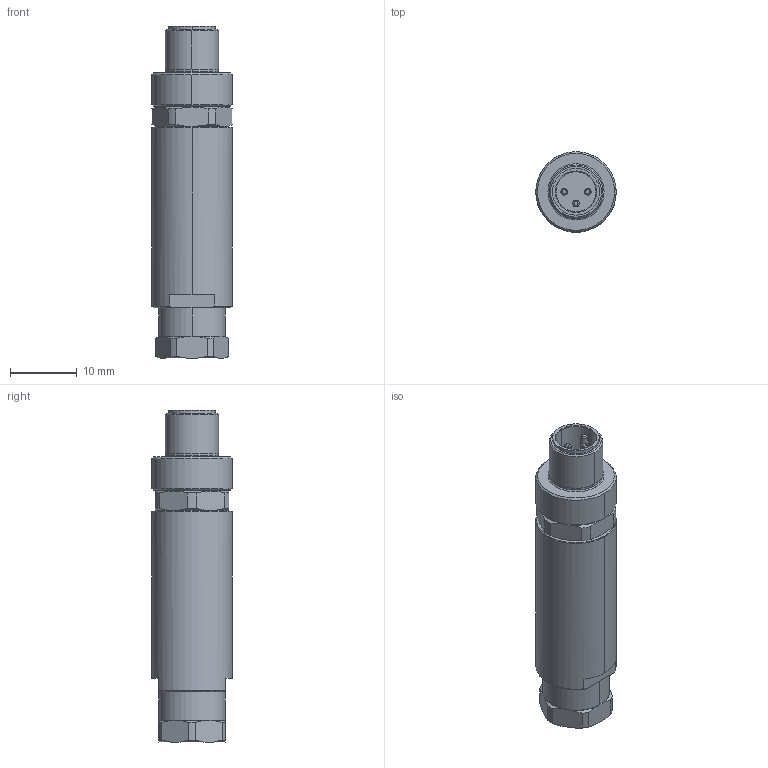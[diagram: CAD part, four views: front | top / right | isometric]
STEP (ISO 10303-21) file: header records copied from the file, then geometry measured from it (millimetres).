
FILE_DESCRIPTION(/* description */ ('Alibre Inc.'),/* implementation_level */ '2;1');
FILE_NAME(/* name */ 'export-4BE7EDE8-D4A5-4E8E-9B79-85D0F0FD4CBB',/* time_stamp */ '2020-08-05T14:15:50+02:00',/* author */ (''),/* organization */ (''),/* preprocessor_version */ 'ST-DEVELOPER v17',/* originating_system */ 'Alibre',/* authorisation */ '');
FILE_SCHEMA (('AUTOMOTIVE_DESIGN'));
Length unit declared in the file: millimetre
Products named in the file (2): 1501252
Bounding box: 12 x 12 x 49.6 mm (x, y, z)
Volume: 4316.2 mm3; surface area: 2576.9 mm2
Topology: 1 solids, 1 shells, 159 faces, 399 edges, 258 vertices
Faces by surface type: cylinder 58, plane 53, cone 40, torus 8
Entity records: 4807 total; most frequent: CARTESIAN_POINT 946, DIRECTION 806, ORIENTED_EDGE 798, EDGE_CURVE 399, AXIS2_PLACEMENT_3D 361, VERTEX_POINT 258, CIRCLE 200, EDGE_LOOP 175
